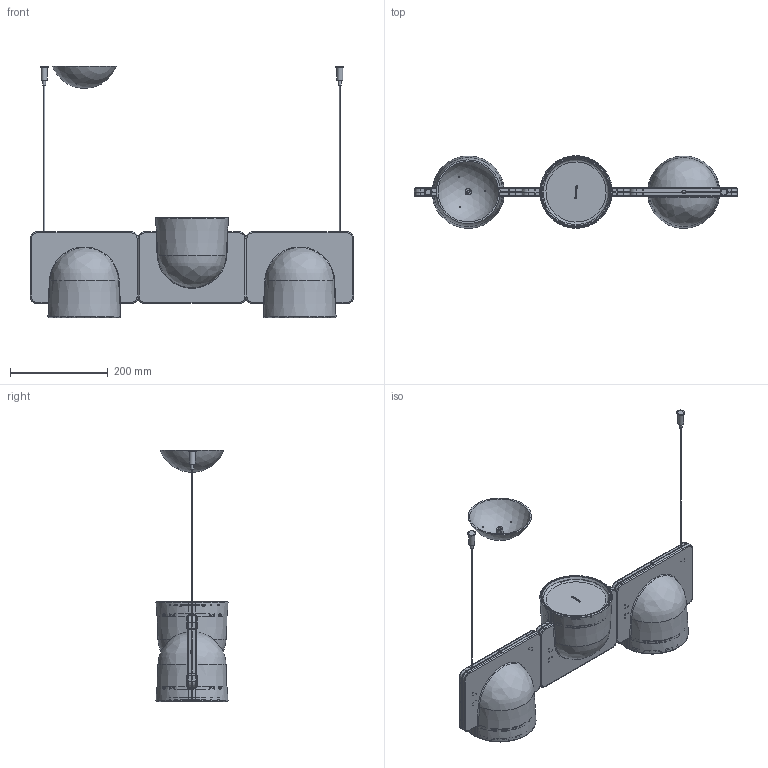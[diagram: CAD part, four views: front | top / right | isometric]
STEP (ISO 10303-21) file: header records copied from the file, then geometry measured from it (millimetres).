
FILE_DESCRIPTION(/* description */ (''),/* implementation_level */ '2;1');
FILE_NAME(/* name */ 'F426985300xxLE.stp',/* time_stamp */ '2020-01-21T10:32:08+01:00',/* author */ ('sghezzi'),/* organization */ (''),/* preprocessor_version */ 'ST-DEVELOPER v17.2',/* originating_system */ 'Autodesk Inventor 2019',/* authorisation */ '');
FILE_SCHEMA (('AUTOMOTIVE_DESIGN { 1 0 10303 214 3 1 1 }'));
Products named in the file (9): F426985300xxLE; 003426800_ITALSTAMP_08_05_2014; 003419604; TIRANTE ACCIAIO_MIR2; 003426800_ITALSTAMP_08_05_2014_MIR4; 003426800_ITALSTAMP_08_05_2014_MIR4_MIR; TIRANTE ACCIAIO_MIR2_MIR7; TIRANTE SACLA; 003426803
Assembly tree (14 placements, depth 2):
  F426985300xxLE
    003426800_ITALSTAMP_08_05_2014  x2
    003426803  x3
    003419604
    TIRANTE ACCIAIO_MIR2
    003426800_ITALSTAMP_08_05_2014_MIR4  x2
    003426800_ITALSTAMP_08_05_2014_MIR4_MIR  x2
    TIRANTE ACCIAIO_MIR2_MIR7
    TIRANTE SACLA  x2
Bounding box: 660.02 x 147.79 x 513 mm (x, y, z)
Volume: 1135858.2 mm3; surface area: 848842.2 mm2
Topology: 14 solids, 14 shells, 4053 faces, 11233 edges, 7552 vertices
Faces by surface type: plane 2722, cylinder 561, bspline 357, cone 225, sphere 146, torus 42
Full cylindrical faces by diameter (mm): 2 x3, 2.5 x2, 2.979 x24, 4.171 x72, 4.965 x24, 5.462 x24, 6 x3, 7.944 x24, 12 x2, 16 x2, 140.7 x3
Entity records: 76585 total; most frequent: CARTESIAN_POINT 26376, ORIENTED_EDGE 10776, DIRECTION 9774, EDGE_CURVE 5388, LINE 3842, VECTOR 3842, VERTEX_POINT 3624, AXIS2_PLACEMENT_3D 2966
